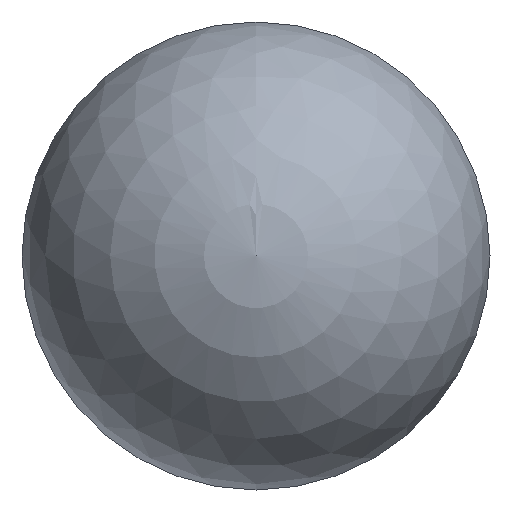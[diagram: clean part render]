
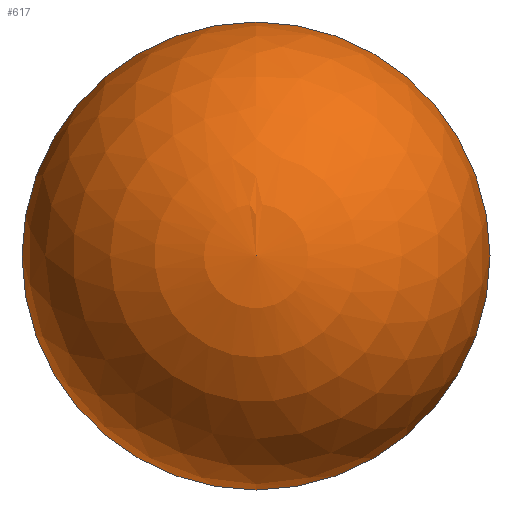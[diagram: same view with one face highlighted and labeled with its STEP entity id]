
A CAD part, front view. The second image highlights one B-rep face of the part: STEP entity #617.
In plain terms, the highlighted spherical face has radius 15 mm.
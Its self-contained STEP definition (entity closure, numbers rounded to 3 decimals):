
#15=SPHERICAL_SURFACE('',#669,15.);
#54=FACE_OUTER_BOUND('',#88,.T.);
#88=EDGE_LOOP('',(#549,#550,#551,#552));
#97=CIRCLE('',#670,15.);
#98=CIRCLE('',#671,15.);
#99=CIRCLE('',#672,15.);
#270=VERTEX_POINT('',#3217);
#271=VERTEX_POINT('',#3218);
#272=VERTEX_POINT('',#3221);
#364=EDGE_CURVE('',#270,#271,#97,.T.);
#365=EDGE_CURVE('',#271,#270,#98,.T.);
#366=EDGE_CURVE('',#271,#272,#99,.T.);
#549=ORIENTED_EDGE('',*,*,#364,.F.);
#550=ORIENTED_EDGE('',*,*,#365,.F.);
#551=ORIENTED_EDGE('',*,*,#366,.T.);
#552=ORIENTED_EDGE('',*,*,#366,.F.);
#617=ADVANCED_FACE('',(#54),#15,.T.);
#669=AXIS2_PLACEMENT_3D('',#3216,#772,#773);
#670=AXIS2_PLACEMENT_3D('',#3219,#774,#775);
#671=AXIS2_PLACEMENT_3D('',#3220,#776,#777);
#672=AXIS2_PLACEMENT_3D('',#3222,#778,#779);
#772=DIRECTION('center_axis',(0.,1.,0.));
#773=DIRECTION('ref_axis',(0.,0.,-1.));
#774=DIRECTION('center_axis',(0.,1.,0.));
#775=DIRECTION('ref_axis',(1.,0.,0.));
#776=DIRECTION('center_axis',(0.,1.,0.));
#777=DIRECTION('ref_axis',(1.,0.,0.));
#778=DIRECTION('center_axis',(1.,0.,0.));
#779=DIRECTION('ref_axis',(0.,0.,1.));
#3216=CARTESIAN_POINT('Origin',(0.,0.,0.));
#3217=CARTESIAN_POINT('',(-15.,0.,0.));
#3218=CARTESIAN_POINT('',(0.,0.,15.));
#3219=CARTESIAN_POINT('Origin',(0.,0.,0.));
#3220=CARTESIAN_POINT('Origin',(0.,0.,0.));
#3221=CARTESIAN_POINT('',(0.,-15.,0.));
#3222=CARTESIAN_POINT('Origin',(0.,0.,0.));
